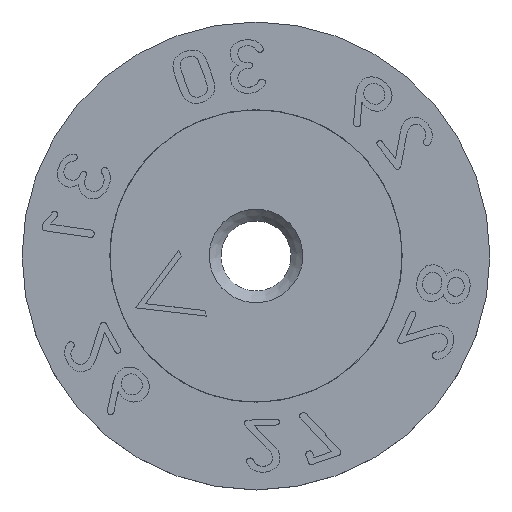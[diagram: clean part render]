
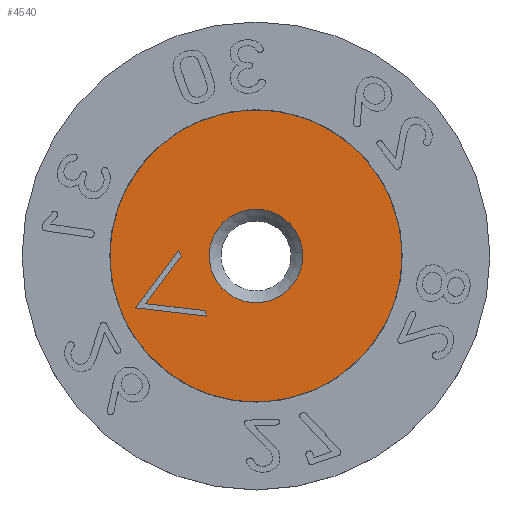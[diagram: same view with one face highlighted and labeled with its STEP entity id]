
A CAD part, top view. The second image highlights one B-rep face of the part: STEP entity #4540.
In plain terms, the highlighted planar face has unit normal (0, 0, 1).
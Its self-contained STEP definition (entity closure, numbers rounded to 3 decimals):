
#46=CIRCLE('',#4692,4.);
#49=CIRCLE('',#4697,12.5);
#73=FACE_BOUND('',#667,.T.);
#74=FACE_BOUND('',#668,.T.);
#150=PLANE('',#4696);
#397=FACE_OUTER_BOUND('',#666,.T.);
#666=EDGE_LOOP('',(#4112));
#667=EDGE_LOOP('',(#4113,#4114,#4115,#4116,#4117,#4118));
#668=EDGE_LOOP('',(#4119));
#982=LINE('',#8802,#1311);
#986=LINE('',#8810,#1315);
#989=LINE('',#8816,#1318);
#992=LINE('',#8822,#1321);
#995=LINE('',#8828,#1324);
#998=LINE('',#8833,#1327);
#1311=VECTOR('',#5184,10.);
#1315=VECTOR('',#5190,10.);
#1318=VECTOR('',#5195,10.);
#1321=VECTOR('',#5200,10.);
#1324=VECTOR('',#5205,10.);
#1327=VECTOR('',#5210,10.);
#2091=VERTEX_POINT('',#8800);
#2092=VERTEX_POINT('',#8801);
#2095=VERTEX_POINT('',#8809);
#2097=VERTEX_POINT('',#8815);
#2099=VERTEX_POINT('',#8821);
#2101=VERTEX_POINT('',#8827);
#2103=VERTEX_POINT('',#8837);
#2106=VERTEX_POINT('',#8847);
#2755=EDGE_CURVE('',#2091,#2092,#982,.T.);
#2759=EDGE_CURVE('',#2095,#2091,#986,.T.);
#2762=EDGE_CURVE('',#2097,#2095,#989,.T.);
#2765=EDGE_CURVE('',#2099,#2097,#992,.T.);
#2768=EDGE_CURVE('',#2101,#2099,#995,.T.);
#2771=EDGE_CURVE('',#2092,#2101,#998,.T.);
#2773=EDGE_CURVE('',#2103,#2103,#46,.T.);
#2778=EDGE_CURVE('',#2106,#2106,#49,.T.);
#4112=ORIENTED_EDGE('',*,*,#2778,.T.);
#4113=ORIENTED_EDGE('',*,*,#2755,.T.);
#4114=ORIENTED_EDGE('',*,*,#2771,.T.);
#4115=ORIENTED_EDGE('',*,*,#2768,.T.);
#4116=ORIENTED_EDGE('',*,*,#2765,.T.);
#4117=ORIENTED_EDGE('',*,*,#2762,.T.);
#4118=ORIENTED_EDGE('',*,*,#2759,.T.);
#4119=ORIENTED_EDGE('',*,*,#2773,.F.);
#4540=ADVANCED_FACE('',(#397,#73,#74),#150,.T.);
#4692=AXIS2_PLACEMENT_3D('',#8838,#5216,#5217);
#4696=AXIS2_PLACEMENT_3D('',#8846,#5226,#5227);
#4697=AXIS2_PLACEMENT_3D('',#8848,#5228,#5229);
#5184=DIRECTION('',(-0.866,-0.499,0.));
#5190=DIRECTION('',(-0.001,-1.,0.));
#5195=DIRECTION('',(0.866,0.499,0.));
#5200=DIRECTION('',(-0.866,0.501,0.));
#5205=DIRECTION('',(-0.001,-1.,0.));
#5210=DIRECTION('',(0.866,-0.501,0.));
#5216=DIRECTION('center_axis',(0.,0.,1.));
#5217=DIRECTION('ref_axis',(-1.,0.,0.));
#5226=DIRECTION('center_axis',(0.,0.,1.));
#5227=DIRECTION('ref_axis',(1.,0.,0.));
#5228=DIRECTION('center_axis',(0.,0.,1.));
#5229=DIRECTION('ref_axis',(1.,0.,0.));
#8800=CARTESIAN_POINT('',(-5.887,2.538,4.8));
#8801=CARTESIAN_POINT('',(-10.285,0.002,4.8));
#8802=CARTESIAN_POINT('',(-4.227,3.495,4.8));
#8809=CARTESIAN_POINT('',(-5.887,3.057,4.8));
#8810=CARTESIAN_POINT('',(-5.888,1.53,4.8));
#8815=CARTESIAN_POINT('',(-11.185,0.002,4.8));
#8816=CARTESIAN_POINT('',(-6.989,2.422,4.8));
#8821=CARTESIAN_POINT('',(-5.89,-3.059,4.8));
#8822=CARTESIAN_POINT('',(-4.346,-3.952,4.8));
#8827=CARTESIAN_POINT('',(-5.89,-2.539,4.8));
#8828=CARTESIAN_POINT('',(-5.889,-1.268,4.8));
#8833=CARTESIAN_POINT('',(-6.431,-2.227,4.8));
#8837=CARTESIAN_POINT('',(4.,0.,4.8));
#8838=CARTESIAN_POINT('Origin',(0.,0.,4.8));
#8846=CARTESIAN_POINT('Origin',(0.,0.,4.8));
#8847=CARTESIAN_POINT('',(-12.5,0.,4.8));
#8848=CARTESIAN_POINT('Origin',(0.,0.,4.8));
